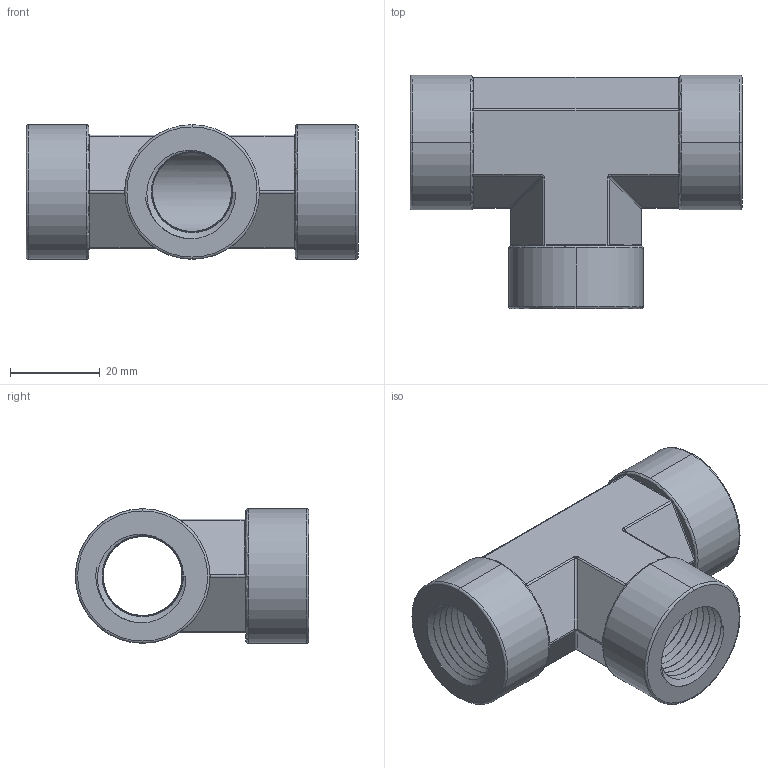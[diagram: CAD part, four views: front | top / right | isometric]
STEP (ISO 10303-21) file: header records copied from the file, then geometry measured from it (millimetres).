
FILE_DESCRIPTION((''),'2;1');
FILE_NAME('001_H-STA_MASTER','2025-07-07T15:50:43',('Administrator'),(''),'CREO PARAMETRIC BY PTC INC, 2020414','CREO PARAMETRIC BY PTC INC, 2020414','');
FILE_SCHEMA(('AUTOMOTIVE_DESIGN { 1 0 10303 214 1 1 1 1 }'));
Length unit declared in the file: millimetre
Products named in the file (1): 001_H-STA_MASTER
Bounding box: 74 x 52 x 30 mm (x, y, z)
Volume: 32726.3 mm3; surface area: 18114.2 mm2
Topology: 1 solids, 1 shells, 260 faces, 646 edges, 409 vertices
Faces by surface type: plane 84, bspline 74, cylinder 48, cone 42, torus 12
Entity records: 28852 total; most frequent: CARTESIAN_POINT 21322, ORIENTED_EDGE 1272, DIRECTION 888, PRESENTATION_STYLE_ASSIGNMENT 648, STYLED_ITEM 648, CURVE_STYLE 647, EDGE_CURVE 636, VERTEX_POINT 388
